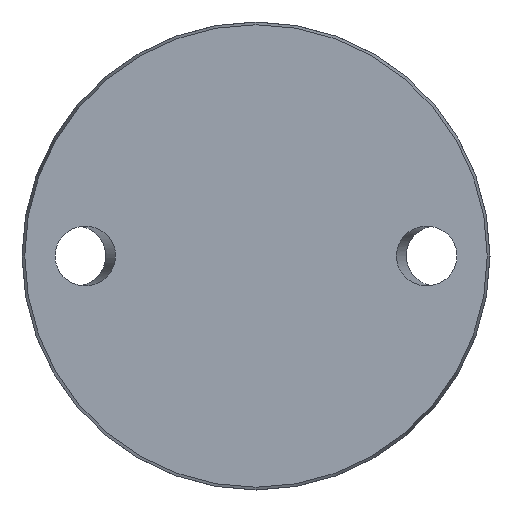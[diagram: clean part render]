
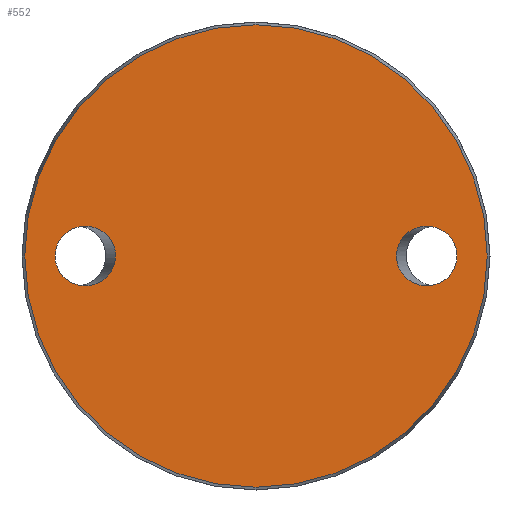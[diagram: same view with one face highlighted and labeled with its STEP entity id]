
A CAD part, front view. The second image highlights one B-rep face of the part: STEP entity #552.
In plain terms, the highlighted planar face has unit normal (0, -1, 0).
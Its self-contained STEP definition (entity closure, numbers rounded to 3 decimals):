
#61 =( BOUNDED_CURVE ( )  B_SPLINE_CURVE ( 3, ( #109, #761, #183, #814, #681, #342, #748 ),
 .UNSPECIFIED., .T., .F. ) 
 B_SPLINE_CURVE_WITH_KNOTS ( ( 4, 3, 4 ),
 ( 0., 3.142, 6.283 ),
 .UNSPECIFIED. ) 
 CURVE ( )  GEOMETRIC_REPRESENTATION_ITEM ( )  RATIONAL_B_SPLINE_CURVE ( ( 1., 0.333, 0.333, 1., 0.333, 0.333, 1. ) ) 
 REPRESENTATION_ITEM ( '' )  );
#68 = ORIENTED_EDGE ( 'NONE', *, *, #193, .T. ) ;
#88 = CIRCLE ( 'NONE', #453, 48.425 ) ;
#90 = CARTESIAN_POINT ( 'NONE',  ( -42.087, 0., 0. ) ) ;
#96 = ORIENTED_EDGE ( 'NONE', *, *, #290, .F. ) ;
#109 = CARTESIAN_POINT ( 'NONE',  ( 29.413, 0., 0. ) ) ;
#141 = FACE_BOUND ( 'NONE', #663, .T. ) ;
#143 = VERTEX_POINT ( 'NONE', #212 ) ;
#155 = CARTESIAN_POINT ( 'NONE',  ( -29.413, 0., -12.5 ) ) ;
#183 = CARTESIAN_POINT ( 'NONE',  ( 42.087, 0., -12.5 ) ) ;
#193 = EDGE_CURVE ( 'NONE', #529, #529, #281, .T. ) ;
#200 = EDGE_LOOP ( 'NONE', ( #96 ) ) ;
#205 = FACE_BOUND ( 'NONE', #200, .T. ) ;
#212 = CARTESIAN_POINT ( 'NONE',  ( 0., 0., -48.425 ) ) ;
#229 = DIRECTION ( 'NONE',  ( 0., 0., -1. ) ) ;
#265 = VERTEX_POINT ( 'NONE', #821 ) ;
#281 =( BOUNDED_CURVE ( )  B_SPLINE_CURVE ( 3, ( #90, #879, #870, #563, #155, #330, #791 ),
 .UNSPECIFIED., .T., .F. ) 
 B_SPLINE_CURVE_WITH_KNOTS ( ( 4, 3, 4 ),
 ( 0., 3.142, 6.283 ),
 .UNSPECIFIED. ) 
 CURVE ( )  GEOMETRIC_REPRESENTATION_ITEM ( )  RATIONAL_B_SPLINE_CURVE ( ( 1., 0.333, 0.333, 1., 0.333, 0.333, 1. ) ) 
 REPRESENTATION_ITEM ( '' )  );
#290 = EDGE_CURVE ( 'NONE', #265, #265, #61, .T. ) ;
#299 = CARTESIAN_POINT ( 'NONE',  ( -48.425, 0., 0. ) ) ;
#330 = CARTESIAN_POINT ( 'NONE',  ( -42.087, 0., -12.5 ) ) ;
#342 = CARTESIAN_POINT ( 'NONE',  ( 29.413, 0., 12.5 ) ) ;
#386 = DIRECTION ( 'NONE',  ( 0., -1., 0. ) ) ;
#453 = AXIS2_PLACEMENT_3D ( 'NONE', #948, #386, #229 ) ;
#459 = DIRECTION ( 'NONE',  ( 0., 0., 1. ) ) ;
#529 = VERTEX_POINT ( 'NONE', #676 ) ;
#552 = ADVANCED_FACE ( 'NONE', ( #141, #205, #704 ), #931, .F. ) ;
#563 = CARTESIAN_POINT ( 'NONE',  ( -29.413, 0., 0. ) ) ;
#663 = EDGE_LOOP ( 'NONE', ( #68 ) ) ;
#676 = CARTESIAN_POINT ( 'NONE',  ( -42.087, 0., 0. ) ) ;
#681 = CARTESIAN_POINT ( 'NONE',  ( 42.087, 0., 12.5 ) ) ;
#704 = FACE_OUTER_BOUND ( 'NONE', #874, .T. ) ;
#736 = EDGE_CURVE ( 'NONE', #143, #143, #88, .T. ) ;
#748 = CARTESIAN_POINT ( 'NONE',  ( 29.413, 0., 0. ) ) ;
#761 = CARTESIAN_POINT ( 'NONE',  ( 29.413, 0., -12.5 ) ) ;
#769 = DIRECTION ( 'NONE',  ( 0., 1., 0. ) ) ;
#791 = CARTESIAN_POINT ( 'NONE',  ( -42.087, 0., 0. ) ) ;
#803 = AXIS2_PLACEMENT_3D ( 'NONE', #299, #769, #459 ) ;
#814 = CARTESIAN_POINT ( 'NONE',  ( 42.087, 0., 0. ) ) ;
#821 = CARTESIAN_POINT ( 'NONE',  ( 29.413, 0., 0. ) ) ;
#848 = ORIENTED_EDGE ( 'NONE', *, *, #736, .T. ) ;
#870 = CARTESIAN_POINT ( 'NONE',  ( -29.413, 0., 12.5 ) ) ;
#874 = EDGE_LOOP ( 'NONE', ( #848 ) ) ;
#879 = CARTESIAN_POINT ( 'NONE',  ( -42.087, 0., 12.5 ) ) ;
#931 = PLANE ( 'NONE',  #803 ) ;
#948 = CARTESIAN_POINT ( 'NONE',  ( 0., 0., 0. ) ) ;
